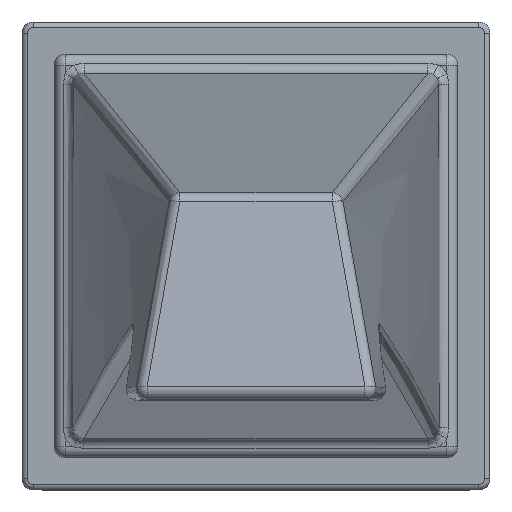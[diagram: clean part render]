
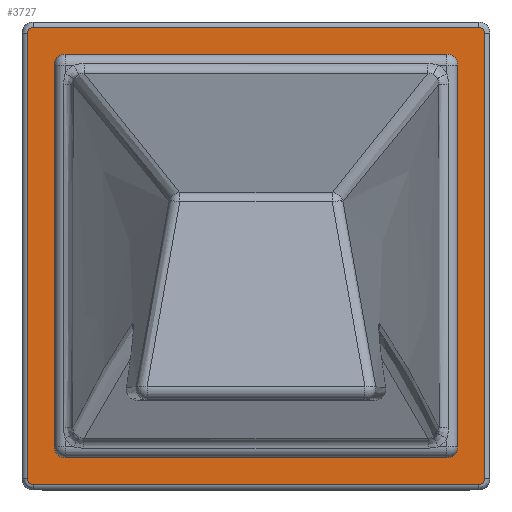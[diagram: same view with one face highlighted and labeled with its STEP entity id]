
A CAD part, top view. The second image highlights one B-rep face of the part: STEP entity #3727.
In plain terms, the highlighted planar face has unit normal (0, 0, 1).
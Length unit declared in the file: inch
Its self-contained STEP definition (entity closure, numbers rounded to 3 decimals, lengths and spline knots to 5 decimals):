
#156=CARTESIAN_POINT('',(-1.215,1.215,0.41));
#157=DIRECTION('',(0.,0.,1.));
#158=DIRECTION('',(0.,1.,0.));
#159=AXIS2_PLACEMENT_3D('',#156,#157,#158);
#165=DIRECTION('',(-1.,0.,0.));
#166=VECTOR('',#165,2.43);
#167=CARTESIAN_POINT('',(1.215,1.245,0.41));
#168=LINE('',#167,#166);
#172=CARTESIAN_POINT('',(1.215,1.215,0.41));
#173=DIRECTION('',(0.,0.,1.));
#174=DIRECTION('',(1.,0.,0.));
#175=AXIS2_PLACEMENT_3D('',#172,#173,#174);
#180=DIRECTION('',(0.,1.,0.));
#181=VECTOR('',#180,2.43);
#182=CARTESIAN_POINT('',(1.245,-1.215,0.41));
#183=LINE('',#182,#181);
#187=CARTESIAN_POINT('',(1.215,-1.215,0.41));
#188=DIRECTION('',(0.,0.,1.));
#189=DIRECTION('',(0.,-1.,0.));
#190=AXIS2_PLACEMENT_3D('',#187,#188,#189);
#195=DIRECTION('',(1.,0.,0.));
#196=VECTOR('',#195,2.43);
#197=CARTESIAN_POINT('',(-1.215,-1.245,0.41));
#198=LINE('',#197,#196);
#202=CARTESIAN_POINT('',(-1.215,-1.215,0.41));
#203=DIRECTION('',(0.,0.,1.));
#204=DIRECTION('',(-1.,0.,0.));
#205=AXIS2_PLACEMENT_3D('',#202,#203,#204);
#210=DIRECTION('',(0.,-1.,0.));
#211=VECTOR('',#210,2.43);
#212=CARTESIAN_POINT('',(-1.245,1.215,0.41));
#213=LINE('',#212,#211);
#217=CARTESIAN_POINT('',(-0.4425,-0.4425,0.41));
#218=DIRECTION('',(0.,0.,-1.));
#219=DIRECTION('',(0.,-1.,0.));
#220=AXIS2_PLACEMENT_3D('',#217,#218,#219);
#225=DIRECTION('',(-1.,0.,0.));
#226=VECTOR('',#225,0.885);
#227=CARTESIAN_POINT('',(0.4425,-0.76,0.41));
#228=LINE('',#227,#226);
#232=CARTESIAN_POINT('',(0.4425,-0.4425,0.41));
#233=DIRECTION('',(0.,0.,-1.));
#234=DIRECTION('',(1.,0.,0.));
#235=AXIS2_PLACEMENT_3D('',#232,#233,#234);
#240=DIRECTION('',(0.,-1.,0.));
#241=VECTOR('',#240,0.885);
#242=CARTESIAN_POINT('',(0.76,0.4425,0.41));
#243=LINE('',#242,#241);
#247=CARTESIAN_POINT('',(0.4425,0.4425,0.41));
#248=DIRECTION('',(0.,0.,-1.));
#249=DIRECTION('',(0.,1.,0.));
#250=AXIS2_PLACEMENT_3D('',#247,#248,#249);
#255=DIRECTION('',(1.,0.,0.));
#256=VECTOR('',#255,0.885);
#257=CARTESIAN_POINT('',(-0.4425,0.76,0.41));
#258=LINE('',#257,#256);
#262=CARTESIAN_POINT('',(-0.4425,0.4425,0.41));
#263=DIRECTION('',(0.,0.,-1.));
#264=DIRECTION('',(-1.,0.,0.));
#265=AXIS2_PLACEMENT_3D('',#262,#263,#264);
#270=DIRECTION('',(0.,1.,0.));
#271=VECTOR('',#270,0.885);
#272=CARTESIAN_POINT('',(-0.76,-0.4425,0.41));
#273=LINE('',#272,#271);
#3409=CARTESIAN_POINT('',(-1.215,1.245,0.41));
#3410=CARTESIAN_POINT('',(-1.245,1.215,0.41));
#3411=VERTEX_POINT('',#3409);
#3412=VERTEX_POINT('',#3410);
#3417=CARTESIAN_POINT('',(1.215,1.245,0.41));
#3418=VERTEX_POINT('',#3417);
#3421=CARTESIAN_POINT('',(1.245,1.215,0.41));
#3422=VERTEX_POINT('',#3421);
#3425=CARTESIAN_POINT('',(1.245,-1.215,0.41));
#3426=VERTEX_POINT('',#3425);
#3429=CARTESIAN_POINT('',(1.215,-1.245,0.41));
#3430=VERTEX_POINT('',#3429);
#3433=CARTESIAN_POINT('',(-1.215,-1.245,0.41));
#3434=VERTEX_POINT('',#3433);
#3437=CARTESIAN_POINT('',(-1.245,-1.215,0.41));
#3438=VERTEX_POINT('',#3437);
#3670=CARTESIAN_POINT('',(-0.4425,-0.76,0.41));
#3671=CARTESIAN_POINT('',(-0.76,-0.4425,0.41));
#3672=VERTEX_POINT('',#3670);
#3673=VERTEX_POINT('',#3671);
#3674=CARTESIAN_POINT('',(-0.76,0.4425,0.41));
#3675=VERTEX_POINT('',#3674);
#3676=CARTESIAN_POINT('',(-0.4425,0.76,0.41));
#3677=VERTEX_POINT('',#3676);
#3678=CARTESIAN_POINT('',(0.4425,0.76,0.41));
#3679=VERTEX_POINT('',#3678);
#3680=CARTESIAN_POINT('',(0.76,0.4425,0.41));
#3681=VERTEX_POINT('',#3680);
#3682=CARTESIAN_POINT('',(0.76,-0.4425,0.41));
#3683=VERTEX_POINT('',#3682);
#3684=CARTESIAN_POINT('',(0.4425,-0.76,0.41));
#3685=VERTEX_POINT('',#3684);
#3686=CARTESIAN_POINT('',(0.,0.,0.41));
#3687=DIRECTION('',(0.,0.,-1.));
#3688=DIRECTION('',(0.,-1.,0.));
#3689=AXIS2_PLACEMENT_3D('',#3686,#3687,#3688);
#3690=PLANE('',#3689);
#3692=ORIENTED_EDGE('',*,*,#3691,.F.);
#3694=ORIENTED_EDGE('',*,*,#3693,.F.);
#3696=ORIENTED_EDGE('',*,*,#3695,.F.);
#3698=ORIENTED_EDGE('',*,*,#3697,.F.);
#3700=ORIENTED_EDGE('',*,*,#3699,.F.);
#3702=ORIENTED_EDGE('',*,*,#3701,.F.);
#3704=ORIENTED_EDGE('',*,*,#3703,.F.);
#3706=ORIENTED_EDGE('',*,*,#3705,.F.);
#3707=EDGE_LOOP('',(#3692,#3694,#3696,#3698,#3700,#3702,#3704,#3706));
#3708=FACE_OUTER_BOUND('',#3707,.F.);
#3710=ORIENTED_EDGE('',*,*,#3709,.F.);
#3712=ORIENTED_EDGE('',*,*,#3711,.F.);
#3714=ORIENTED_EDGE('',*,*,#3713,.F.);
#3716=ORIENTED_EDGE('',*,*,#3715,.F.);
#3718=ORIENTED_EDGE('',*,*,#3717,.F.);
#3720=ORIENTED_EDGE('',*,*,#3719,.F.);
#3722=ORIENTED_EDGE('',*,*,#3721,.F.);
#3724=ORIENTED_EDGE('',*,*,#3723,.F.);
#3725=EDGE_LOOP('',(#3710,#3712,#3714,#3716,#3718,#3720,#3722,#3724));
#3726=FACE_BOUND('',#3725,.F.);
#160=CIRCLE('',#159,0.03);
#176=CIRCLE('',#175,0.03);
#191=CIRCLE('',#190,0.03);
#206=CIRCLE('',#205,0.03);
#221=CIRCLE('',#220,0.3175);
#236=CIRCLE('',#235,0.3175);
#251=CIRCLE('',#250,0.3175);
#266=CIRCLE('',#265,0.3175);
#3691=EDGE_CURVE('',#3411,#3412,#160,.T.);
#3693=EDGE_CURVE('',#3418,#3411,#168,.T.);
#3695=EDGE_CURVE('',#3422,#3418,#176,.T.);
#3697=EDGE_CURVE('',#3426,#3422,#183,.T.);
#3699=EDGE_CURVE('',#3430,#3426,#191,.T.);
#3701=EDGE_CURVE('',#3434,#3430,#198,.T.);
#3703=EDGE_CURVE('',#3438,#3434,#206,.T.);
#3705=EDGE_CURVE('',#3412,#3438,#213,.T.);
#3709=EDGE_CURVE('',#3672,#3673,#221,.T.);
#3711=EDGE_CURVE('',#3685,#3672,#228,.T.);
#3713=EDGE_CURVE('',#3683,#3685,#236,.T.);
#3715=EDGE_CURVE('',#3681,#3683,#243,.T.);
#3717=EDGE_CURVE('',#3679,#3681,#251,.T.);
#3719=EDGE_CURVE('',#3677,#3679,#258,.T.);
#3721=EDGE_CURVE('',#3675,#3677,#266,.T.);
#3723=EDGE_CURVE('',#3673,#3675,#273,.T.);
#3727=ADVANCED_FACE('',(#3708,#3726),#3690,.F.);
